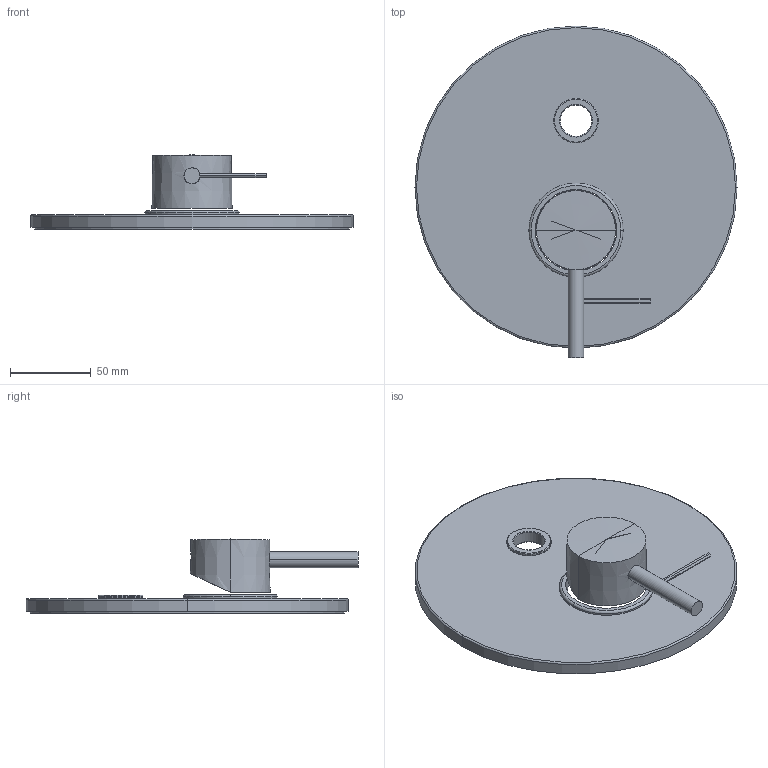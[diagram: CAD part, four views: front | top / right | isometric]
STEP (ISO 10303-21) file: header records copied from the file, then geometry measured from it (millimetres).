
FILE_DESCRIPTION((''),'2;1');
FILE_NAME('BI015CREST_ASM','2021-02-01T15:06:45',('stefano.gianpani'),('PAFFONI SpA'),'CREO PARAMETRIC BY PTC INC, 2020044','CREO PARAMETRIC BY PTC INC, 2020044','');
FILE_SCHEMA(('CONFIG_CONTROL_DESIGN','SHAPE_APPEARANCE_LAYERS_GROUPS'));
Length unit declared in the file: millimetre
Products named in the file (10): 1000154ZCR; 2051052GR; 2041392GR; 2092544_AF0; 2041638GR; 4061154CR; 2091129-F; 2091180; 2091267; BI015CREST_ASM
Assembly tree (9 placements, depth 2):
  BI015CREST_ASM
    1000154ZCR
    2051052GR
    2041392GR
    2092544_AF0
    2041638GR
    4061154CR
    2091129-F
    2091180
    2091267
Bounding box: 200 x 206.1 x 46 mm (x, y, z)
Volume: 163843.9 mm3; surface area: 125679.5 mm2
Topology: 9 solids, 12 shells, 163 faces, 377 edges, 236 vertices
Faces by surface type: plane 70, cylinder 45, cone 26, torus 22
Entity records: 6380 total; most frequent: CARTESIAN_POINT 1124, DIRECTION 889, ORIENTED_EDGE 734, PRESENTATION_STYLE_ASSIGNMENT 384, STYLED_ITEM 384, CURVE_STYLE 373, EDGE_CURVE 373, AXIS2_PLACEMENT_3D 359
